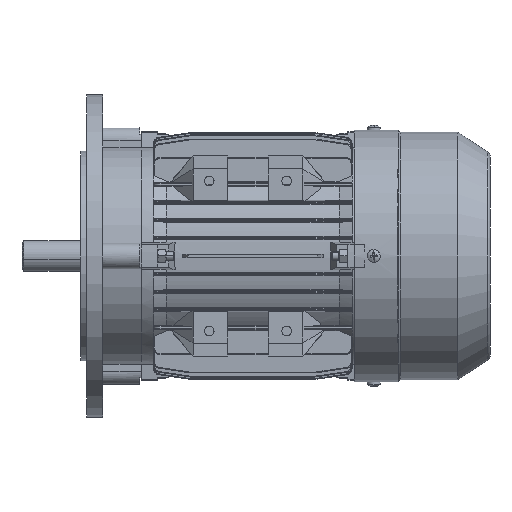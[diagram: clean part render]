
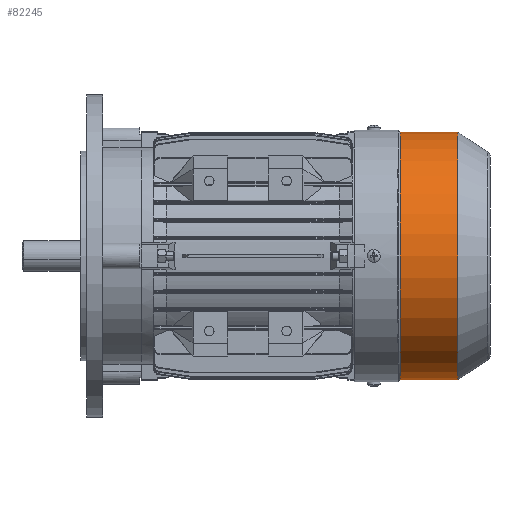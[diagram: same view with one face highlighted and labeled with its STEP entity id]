
A CAD part, front view. The second image highlights one B-rep face of the part: STEP entity #82245.
In plain terms, the highlighted cylindrical face has radius 76.8 mm (diameter 153.6 mm), a partial arc.
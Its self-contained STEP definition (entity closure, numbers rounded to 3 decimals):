
#22395 = DIRECTION ( 'NONE',  ( -1., 0., 0. ) ) ;
#22396 = VECTOR ( 'NONE', #22395, 1000. ) ;
#22397 = CARTESIAN_POINT ( 'NONE',  ( 0., 0., -76.8 ) ) ;
#22398 = LINE ( 'NONE', #22397, #22396 ) ;
#22399 = CARTESIAN_POINT ( 'NONE',  ( 64., 0., -76.8 ) ) ;
#22401 = CARTESIAN_POINT ( 'NONE',  ( 64., 0., 76.8 ) ) ;
#22443 = CARTESIAN_POINT ( 'NONE',  ( 28.25, 0., 76.8 ) ) ;
#22490 = DIRECTION ( 'NONE',  ( -1., 0., 0. ) ) ;
#22491 = VECTOR ( 'NONE', #22490, 1000. ) ;
#22492 = CARTESIAN_POINT ( 'NONE',  ( 0., 0., 76.8 ) ) ;
#22493 = LINE ( 'NONE', #22492, #22491 ) ;
#22504 = CARTESIAN_POINT ( 'NONE',  ( 28.25, 0., -76.8 ) ) ;
#26309 = DIRECTION ( 'NONE',  ( 0., 0., 1. ) ) ;
#26310 = DIRECTION ( 'NONE',  ( -1., 0., 0. ) ) ;
#26311 = CARTESIAN_POINT ( 'NONE',  ( 0., 0., 0. ) ) ;
#26312 = AXIS2_PLACEMENT_3D ( 'NONE', #26311, #26310, #26309 ) ;
#26314 = CYLINDRICAL_SURFACE ( 'NONE', #26312, 76.8 ) ;
#26315 = FACE_OUTER_BOUND ( 'NONE', #82246, .T. ) ;
#26316 = DIRECTION ( 'NONE',  ( 0., 0., 1. ) ) ;
#26317 = DIRECTION ( 'NONE',  ( -1., 0., 0. ) ) ;
#26318 = CARTESIAN_POINT ( 'NONE',  ( 64., 0., 0. ) ) ;
#26319 = AXIS2_PLACEMENT_3D ( 'NONE', #26318, #26317, #26316 ) ;
#26324 = CIRCLE ( 'NONE', #26319, 76.8 ) ;
#26498 = DIRECTION ( 'NONE',  ( 0., 0., 1. ) ) ;
#26499 = DIRECTION ( 'NONE',  ( -1., 0., 0. ) ) ;
#26500 = CARTESIAN_POINT ( 'NONE',  ( 28.25, 0., 0. ) ) ;
#26501 = AXIS2_PLACEMENT_3D ( 'NONE', #26500, #26499, #26498 ) ;
#26502 = CIRCLE ( 'NONE', #26501, 76.8 ) ;
#79845 = VERTEX_POINT ( 'NONE', #22401 ) ;
#79847 = VERTEX_POINT ( 'NONE', #22399 ) ;
#79850 = EDGE_CURVE ( 'NONE', #79847, #79910, #22398, .T. ) ;
#79879 = VERTEX_POINT ( 'NONE', #22443 ) ;
#79887 = EDGE_CURVE ( 'NONE', #79845, #79879, #22493, .T. ) ;
#79910 = VERTEX_POINT ( 'NONE', #22504 ) ;
#82244 = EDGE_CURVE ( 'NONE', #79847, #79845, #26324, .T. ) ;
#82245 = ADVANCED_FACE ( 'NONE', ( #26315 ), #26314, .T. ) ;
#82246 = EDGE_LOOP ( 'NONE', ( #82247, #82248, #82249, #82308 ) ) ;
#82247 = ORIENTED_EDGE ( 'NONE', *, *, #79850, .F. ) ;
#82248 = ORIENTED_EDGE ( 'NONE', *, *, #82244, .T. ) ;
#82249 = ORIENTED_EDGE ( 'NONE', *, *, #79887, .T. ) ;
#82308 = ORIENTED_EDGE ( 'NONE', *, *, #82309, .F. ) ;
#82309 = EDGE_CURVE ( 'NONE', #79910, #79879, #26502, .T. ) ;
